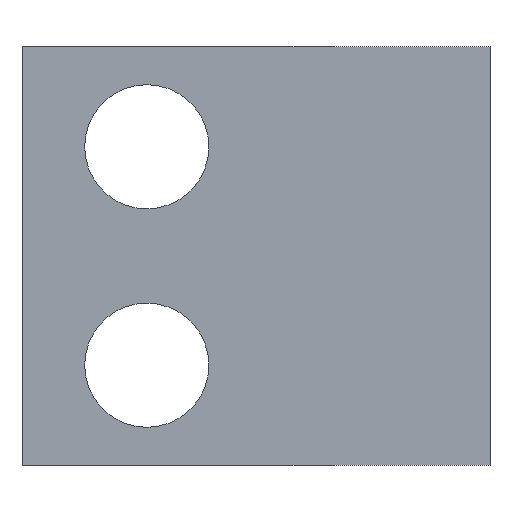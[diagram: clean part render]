
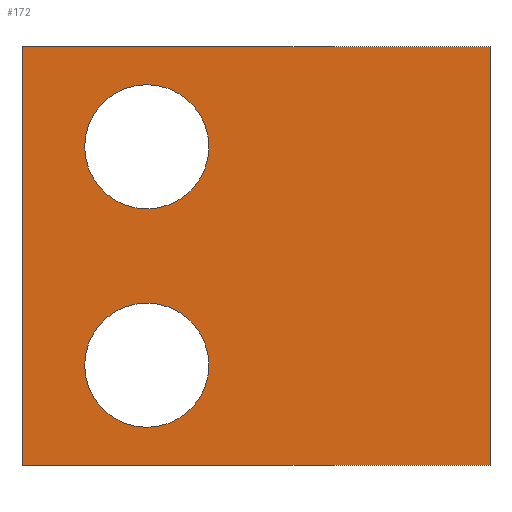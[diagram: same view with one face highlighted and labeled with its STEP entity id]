
A CAD part, front view. The second image highlights one B-rep face of the part: STEP entity #172.
In plain terms, the highlighted planar face has unit normal (0, -1, 0).
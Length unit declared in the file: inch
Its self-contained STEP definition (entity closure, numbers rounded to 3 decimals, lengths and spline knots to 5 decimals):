
#8 = AXIS2_PLACEMENT_3D ( 'NONE', #298, #297, #296 ) ;
#9 = AXIS2_PLACEMENT_3D ( 'NONE', #283, #275, #274 ) ;
#10 = AXIS2_PLACEMENT_3D ( 'NONE', #306, #305, #304 ) ;
#15 = AXIS2_PLACEMENT_3D ( 'NONE', #291, #277, #276 ) ;
#91 = EDGE_LOOP ( 'NONE', ( #552, #504 ) ) ;
#93 = EDGE_LOOP ( 'NONE', ( #548, #547 ) ) ;
#94 = EDGE_LOOP ( 'NONE', ( #569, #562, #563, #564 ) ) ;
#120 = LINE ( 'NONE', #234, #188 ) ;
#172 = ADVANCED_FACE ( 'NONE', ( #536, #528, #526 ), #366, .F. ) ;
#188 = VECTOR ( 'NONE', #233, 39.37008 ) ;
#233 = DIRECTION ( 'NONE',  ( 0., 0., -1. ) ) ;
#234 = CARTESIAN_POINT ( 'NONE',  ( 0., 0., 0.335 ) ) ;
#274 = DIRECTION ( 'NONE',  ( 0., 0., 1. ) ) ;
#275 = DIRECTION ( 'NONE',  ( 0., 1., 0. ) ) ;
#276 = DIRECTION ( 'NONE',  ( 0., 0., 1. ) ) ;
#277 = DIRECTION ( 'NONE',  ( 0., 1., 0. ) ) ;
#279 = DIRECTION ( 'NONE',  ( 1., 0., 0. ) ) ;
#280 = CARTESIAN_POINT ( 'NONE',  ( -0.75, 0., -0.335 ) ) ;
#283 = CARTESIAN_POINT ( 'NONE',  ( -0.55, 0., -0.175 ) ) ;
#291 = CARTESIAN_POINT ( 'NONE',  ( -0.55, 0., 0.175 ) ) ;
#292 = DIRECTION ( 'NONE',  ( 0., 0., -1. ) ) ;
#295 = CARTESIAN_POINT ( 'NONE',  ( -0.75, 0., 0.335 ) ) ;
#296 = DIRECTION ( 'NONE',  ( 0., 0., 1. ) ) ;
#297 = DIRECTION ( 'NONE',  ( 0., 1., 0. ) ) ;
#298 = CARTESIAN_POINT ( 'NONE',  ( -0.55, 0., -0.175 ) ) ;
#304 = DIRECTION ( 'NONE',  ( 0., 0., 1. ) ) ;
#305 = DIRECTION ( 'NONE',  ( 0., 1., 0. ) ) ;
#306 = CARTESIAN_POINT ( 'NONE',  ( -0.55, 0., 0.175 ) ) ;
#309 = DIRECTION ( 'NONE',  ( 1., 0., 0. ) ) ;
#316 = CARTESIAN_POINT ( 'NONE',  ( -0.75, 0., 0.335 ) ) ;
#323 = CARTESIAN_POINT ( 'NONE',  ( -0.55, 0., -0.0755 ) ) ;
#325 = CARTESIAN_POINT ( 'NONE',  ( -0.55, 0., 0.2745 ) ) ;
#331 = VERTEX_POINT ( 'NONE', #417 ) ;
#333 = VERTEX_POINT ( 'NONE', #419 ) ;
#339 = VERTEX_POINT ( 'NONE', #424 ) ;
#350 = VERTEX_POINT ( 'NONE', #441 ) ;
#351 = VERTEX_POINT ( 'NONE', #435 ) ;
#352 = VERTEX_POINT ( 'NONE', #325 ) ;
#353 = VERTEX_POINT ( 'NONE', #323 ) ;
#358 = VERTEX_POINT ( 'NONE', #437 ) ;
#365 = CARTESIAN_POINT ( 'NONE',  ( -0.75, 0., 0.335 ) ) ;
#366 = PLANE ( 'NONE',  #604 ) ;
#367 = DIRECTION ( 'NONE',  ( 0., 1., 0. ) ) ;
#368 = DIRECTION ( 'NONE',  ( 0., 0., 1. ) ) ;
#417 = CARTESIAN_POINT ( 'NONE',  ( -0.55, 0., 0.0755 ) ) ;
#419 = CARTESIAN_POINT ( 'NONE',  ( -0.75, 0., -0.335 ) ) ;
#424 = CARTESIAN_POINT ( 'NONE',  ( 0., 0., 0.335 ) ) ;
#435 = CARTESIAN_POINT ( 'NONE',  ( -0.55, 0., -0.2745 ) ) ;
#437 = CARTESIAN_POINT ( 'NONE',  ( -0.75, 0., 0.335 ) ) ;
#441 = CARTESIAN_POINT ( 'NONE',  ( 0., 0., -0.335 ) ) ;
#463 = CIRCLE ( 'NONE', #9, 0.0995 ) ;
#465 = CIRCLE ( 'NONE', #15, 0.0995 ) ;
#473 = VECTOR ( 'NONE', #279, 39.37008 ) ;
#474 = LINE ( 'NONE', #280, #473 ) ;
#477 = VECTOR ( 'NONE', #292, 39.37008 ) ;
#478 = CIRCLE ( 'NONE', #8, 0.0995 ) ;
#480 = LINE ( 'NONE', #295, #477 ) ;
#484 = CIRCLE ( 'NONE', #10, 0.0995 ) ;
#490 = LINE ( 'NONE', #316, #492 ) ;
#492 = VECTOR ( 'NONE', #309, 39.37008 ) ;
#504 = ORIENTED_EDGE ( 'NONE', *, *, #584, .T. ) ;
#526 = FACE_OUTER_BOUND ( 'NONE', #94, .T. ) ;
#528 = FACE_BOUND ( 'NONE', #93, .T. ) ;
#536 = FACE_BOUND ( 'NONE', #91, .T. ) ;
#547 = ORIENTED_EDGE ( 'NONE', *, *, #587, .T. ) ;
#548 = ORIENTED_EDGE ( 'NONE', *, *, #596, .T. ) ;
#552 = ORIENTED_EDGE ( 'NONE', *, *, #595, .T. ) ;
#562 = ORIENTED_EDGE ( 'NONE', *, *, #615, .F. ) ;
#563 = ORIENTED_EDGE ( 'NONE', *, *, #582, .F. ) ;
#564 = ORIENTED_EDGE ( 'NONE', *, *, #589, .T. ) ;
#569 = ORIENTED_EDGE ( 'NONE', *, *, #594, .T. ) ;
#582 = EDGE_CURVE ( 'NONE', #358, #339, #490, .T. ) ;
#584 = EDGE_CURVE ( 'NONE', #331, #352, #484, .T. ) ;
#587 = EDGE_CURVE ( 'NONE', #351, #353, #478, .T. ) ;
#589 = EDGE_CURVE ( 'NONE', #358, #333, #480, .T. ) ;
#594 = EDGE_CURVE ( 'NONE', #333, #350, #474, .T. ) ;
#595 = EDGE_CURVE ( 'NONE', #352, #331, #465, .T. ) ;
#596 = EDGE_CURVE ( 'NONE', #353, #351, #463, .T. ) ;
#604 = AXIS2_PLACEMENT_3D ( 'NONE', #365, #367, #368 ) ;
#615 = EDGE_CURVE ( 'NONE', #339, #350, #120, .T. ) ;
